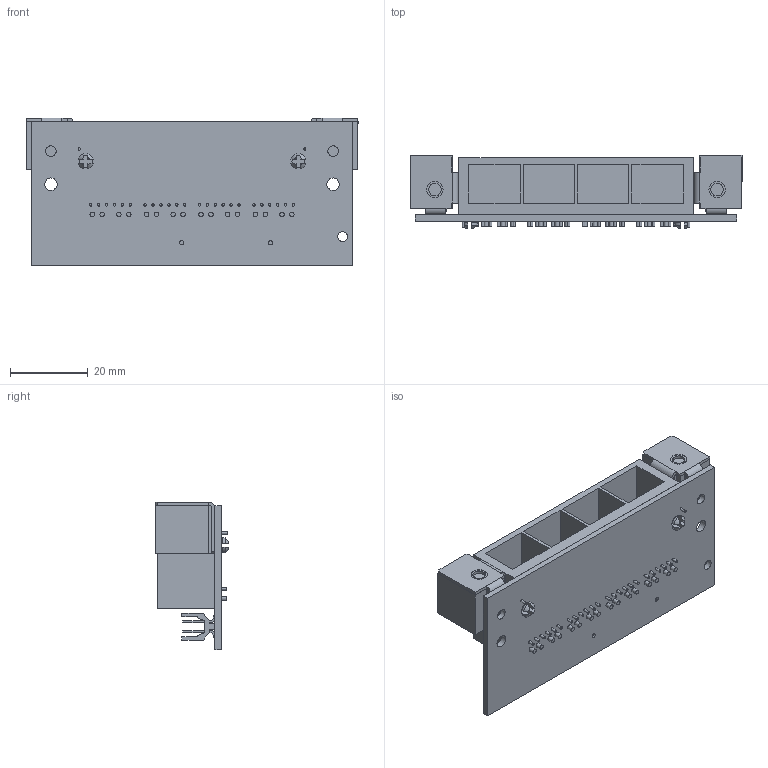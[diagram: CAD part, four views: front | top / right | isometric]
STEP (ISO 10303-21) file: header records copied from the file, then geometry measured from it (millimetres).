
FILE_DESCRIPTION (( 'STEP AP214' ), '1' );
FILE_NAME ('6GK11604AC00_001_STEP.STEP', '2015-04-16T12:54:08', ( '' ), ( '' ), 'SwSTEP 2.0', 'SolidWorks 2014', '' );
FILE_SCHEMA (( 'AUTOMOTIVE_DESIGN' ));
Length unit declared in the file: millimetre
Products named in the file (2): Body; 6GK11604AC00_001_STEP
Assembly tree (1 placements, depth 2):
  6GK11604AC00_001_STEP
    Body
Bounding box: 85.3 x 18.8 x 38 mm (x, y, z)
Volume: 24134.6 mm3; surface area: 16169.8 mm2
Topology: 1 solids, 1 shells, 854 faces, 2410 edges, 1620 vertices
Faces by surface type: plane 754, cylinder 92, cone 8
Full cylindrical faces by diameter (mm): 0.6 x2, 0.65 x24, 1.1 x2, 1.166 x16, 2.51 x1, 2.7 x2, 3 x2, 3.2 x4, 4.2 x2
Entity records: 36145 total; most frequent: CARTESIAN_POINT 4789, ORIENTED_EDGE 4600, DIRECTION 4188, EDGE_CURVE 2300, LINE 2092, VECTOR 2092, VERTEX_POINT 1565, EDGE_LOOP 1057
